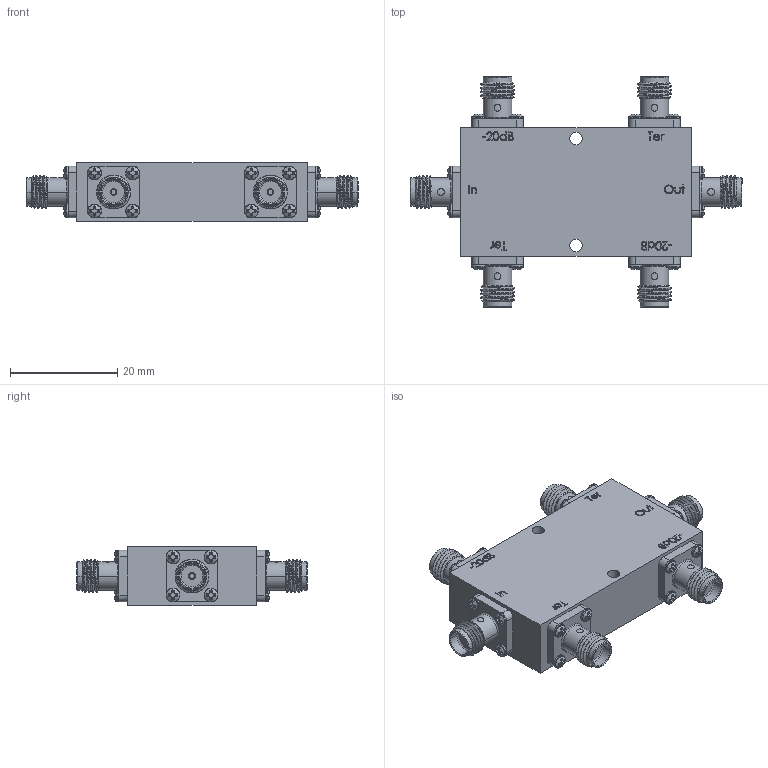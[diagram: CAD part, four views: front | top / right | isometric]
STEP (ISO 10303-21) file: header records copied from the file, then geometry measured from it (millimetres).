
FILE_DESCRIPTION (( 'STEP AP214' ), '1' );
FILE_NAME ('PE2CP1113 - FMCP1113.step', '2020-05-18T18:46:09', ( '' ), ( '' ), 'SwSTEP 2.0', 'SolidWorks 2018', '' );
FILE_SCHEMA (( 'AUTOMOTIVE_DESIGN' ));
Length unit declared in the file: inch
Products named in the file (1): PE2CP1113 - FMCP1113
Bounding box: 62.05 x 43.05 x 11 mm (x, y, z)
Volume: 13057.5 mm3; surface area: 6033.7 mm2
Topology: 1 solids, 25 shells, 1386 faces, 3612 edges, 2362 vertices
Faces by surface type: plane 702, cylinder 250, bspline 230, cone 192, torus 12
Entity records: 57124 total; most frequent: CARTESIAN_POINT 25555, ORIENTED_EDGE 7224, DIRECTION 5588, EDGE_CURVE 3612, VERTEX_POINT 2362, AXIS2_PLACEMENT_3D 2017, LINE 1554, VECTOR 1554
